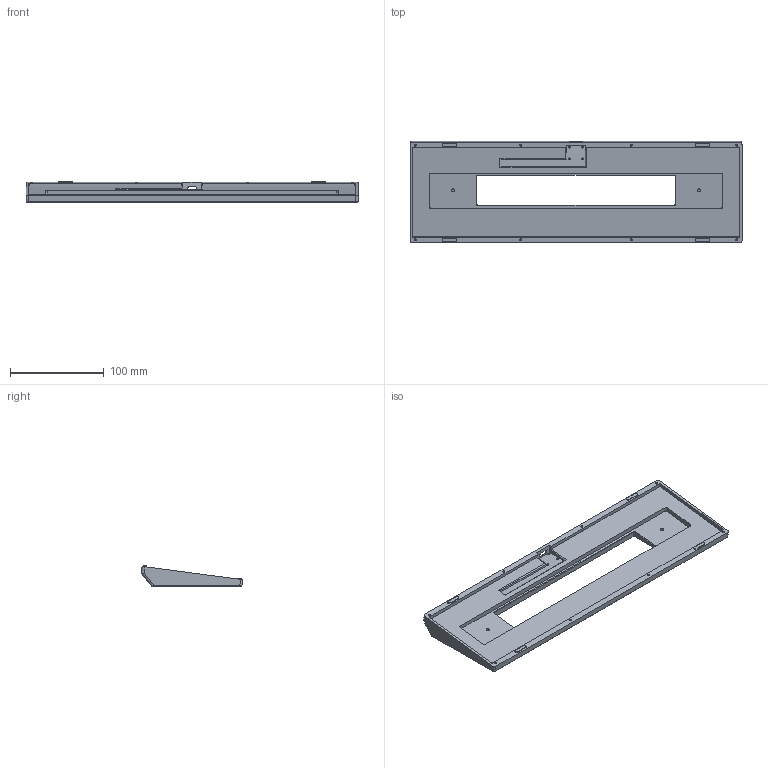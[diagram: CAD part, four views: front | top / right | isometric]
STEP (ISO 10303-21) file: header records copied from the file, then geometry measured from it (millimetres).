
FILE_DESCRIPTION(/* description */ (''),/* implementation_level */ '2;1');
FILE_NAME(/* name */ 'Night70 v20 bottom.step',/* time_stamp */ '2023-09-30T16:54:51+08:00',/* author */ (''),/* organization */ (''),/* preprocessor_version */ 'ST-DEVELOPER v20',/* originating_system */ 'Autodesk Translation Framework v12.14.0.127',/* authorisation */ '');
FILE_SCHEMA (('AUTOMOTIVE_DESIGN { 1 0 10303 214 3 1 1 }'));
Length unit declared in the file: millimetre
Products named in the file (1): Night70
Bounding box: 353.61 x 108.21 x 22.06 mm (x, y, z)
Volume: 272625.1 mm3; surface area: 83897.6 mm2
Topology: 1 solids, 1 shells, 190 faces, 480 edges, 316 vertices
Faces by surface type: plane 106, cylinder 78, cone 4, bspline 2
Full cylindrical faces by diameter (mm): 2.075 x12, 3.332 x2, 4.9 x8
Entity records: 5823 total; most frequent: DIRECTION 1028, CARTESIAN_POINT 997, ORIENTED_EDGE 960, EDGE_CURVE 480, AXIS2_PLACEMENT_3D 359, VERTEX_POINT 316, LINE 310, VECTOR 310
